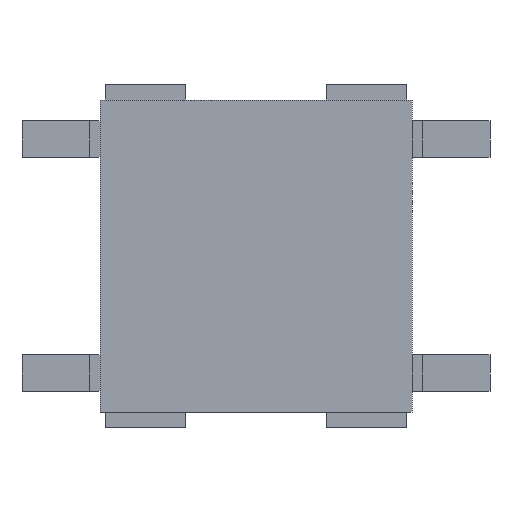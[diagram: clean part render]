
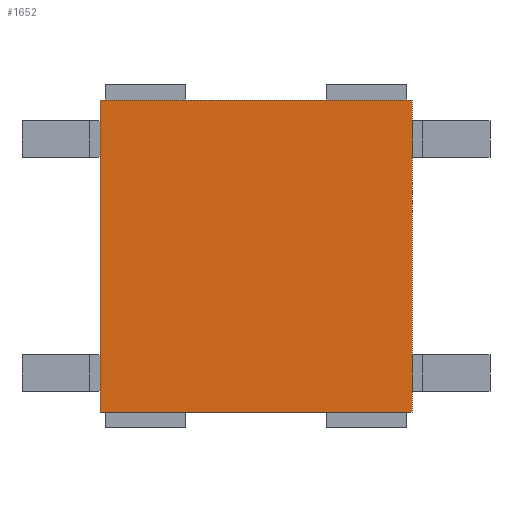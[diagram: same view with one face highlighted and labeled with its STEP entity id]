
A CAD part, front view. The second image highlights one B-rep face of the part: STEP entity #1652.
In plain terms, the highlighted planar face has unit normal (0, -1, 0).
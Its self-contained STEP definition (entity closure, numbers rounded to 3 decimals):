
#43=FACE_OUTER_BOUND('',#132,.T.);
#132=EDGE_LOOP('',(#1203,#1204,#1205,#1206));
#219=LINE('',#2273,#456);
#250=LINE('',#2335,#487);
#270=LINE('',#2375,#507);
#295=LINE('',#2420,#532);
#456=VECTOR('',#1847,1000.);
#487=VECTOR('',#1894,1000.);
#507=VECTOR('',#1922,1000.);
#532=VECTOR('',#1953,1000.);
#692=VERTEX_POINT('',#2271);
#693=VERTEX_POINT('',#2272);
#716=VERTEX_POINT('',#2333);
#732=VERTEX_POINT('',#2374);
#847=EDGE_CURVE('',#692,#693,#219,.T.);
#878=EDGE_CURVE('',#716,#692,#250,.T.);
#898=EDGE_CURVE('',#693,#732,#270,.T.);
#923=EDGE_CURVE('',#732,#716,#295,.T.);
#1203=ORIENTED_EDGE('',*,*,#847,.F.);
#1204=ORIENTED_EDGE('',*,*,#878,.F.);
#1205=ORIENTED_EDGE('',*,*,#923,.F.);
#1206=ORIENTED_EDGE('',*,*,#898,.F.);
#1567=PLANE('',#1752);
#1652=ADVANCED_FACE('',(#43),#1567,.T.);
#1752=AXIS2_PLACEMENT_3D('',#2419,#1951,#1952);
#1847=DIRECTION('',(0.,0.,1.));
#1894=DIRECTION('',(-1.,0.,0.));
#1922=DIRECTION('',(1.,0.,0.));
#1951=DIRECTION('center_axis',(0.,-1.,0.));
#1952=DIRECTION('ref_axis',(0.,0.,-1.));
#1953=DIRECTION('',(0.,0.,-1.));
#2271=CARTESIAN_POINT('',(-3.,0.1,-3.));
#2272=CARTESIAN_POINT('',(-3.,0.1,3.));
#2273=CARTESIAN_POINT('',(-3.,0.1,3.));
#2333=CARTESIAN_POINT('',(3.,0.1,-3.));
#2335=CARTESIAN_POINT('',(-3.,0.1,-3.));
#2374=CARTESIAN_POINT('',(3.,0.1,3.));
#2375=CARTESIAN_POINT('',(-3.,0.1,3.));
#2419=CARTESIAN_POINT('Origin',(-3.,0.1,-3.));
#2420=CARTESIAN_POINT('',(3.,0.1,3.));
